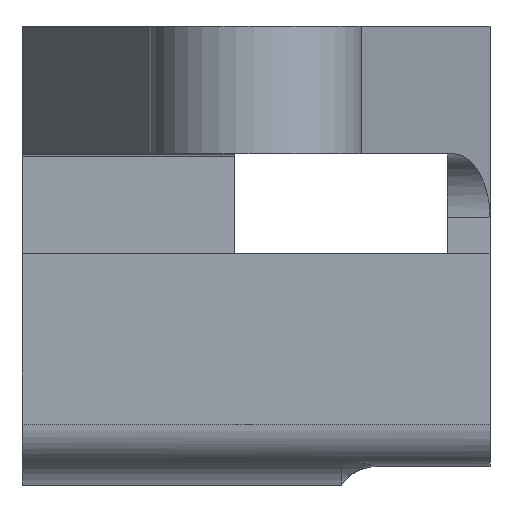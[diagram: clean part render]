
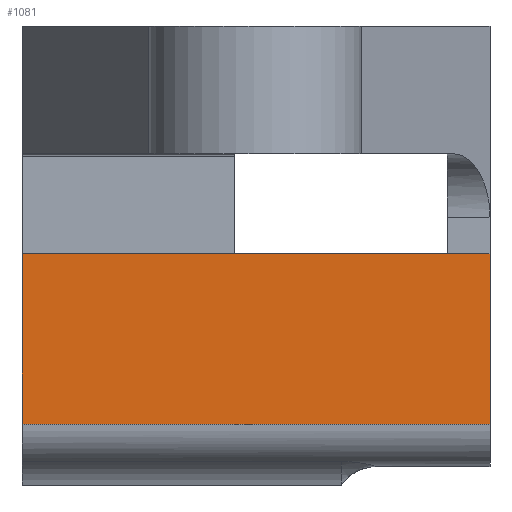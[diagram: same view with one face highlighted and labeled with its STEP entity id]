
A CAD part, front view. The second image highlights one B-rep face of the part: STEP entity #1081.
In plain terms, the highlighted planar face has unit normal (0, -1, 0).
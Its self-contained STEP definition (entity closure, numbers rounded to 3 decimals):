
#47=PLANE('',#1181);
#93=FACE_OUTER_BOUND('',#151,.T.);
#151=EDGE_LOOP('',(#866,#867,#868,#869));
#185=LINE('',#1561,#299);
#203=LINE('',#1646,#317);
#245=LINE('',#1757,#359);
#246=LINE('',#1758,#360);
#299=VECTOR('',#1247,10.);
#317=VECTOR('',#1287,10.);
#359=VECTOR('',#1399,10.);
#360=VECTOR('',#1400,10.);
#459=VERTEX_POINT('',#1558);
#460=VERTEX_POINT('',#1560);
#483=VERTEX_POINT('',#1644);
#517=VERTEX_POINT('',#1756);
#565=EDGE_CURVE('',#459,#460,#185,.T.);
#593=EDGE_CURVE('',#483,#459,#203,.T.);
#647=EDGE_CURVE('',#517,#483,#245,.T.);
#648=EDGE_CURVE('',#460,#517,#246,.T.);
#866=ORIENTED_EDGE('',*,*,#593,.F.);
#867=ORIENTED_EDGE('',*,*,#647,.F.);
#868=ORIENTED_EDGE('',*,*,#648,.F.);
#869=ORIENTED_EDGE('',*,*,#565,.F.);
#1081=ADVANCED_FACE('',(#93),#47,.T.);
#1181=AXIS2_PLACEMENT_3D('',#1755,#1397,#1398);
#1247=DIRECTION('',(0.,0.,1.));
#1287=DIRECTION('',(-1.,0.,0.));
#1397=DIRECTION('center_axis',(0.,-1.,0.));
#1398=DIRECTION('ref_axis',(0.,0.,-1.));
#1399=DIRECTION('',(0.,0.,-1.));
#1400=DIRECTION('',(1.,0.,0.));
#1558=CARTESIAN_POINT('',(-11.,-8.5,2.));
#1560=CARTESIAN_POINT('',(-11.,-8.5,10.));
#1561=CARTESIAN_POINT('',(-11.,-8.5,0.));
#1644=CARTESIAN_POINT('',(11.,-8.5,2.));
#1646=CARTESIAN_POINT('',(-5.5,-8.5,2.));
#1755=CARTESIAN_POINT('Origin',(-11.,-8.5,10.));
#1756=CARTESIAN_POINT('',(11.,-8.5,10.));
#1757=CARTESIAN_POINT('',(11.,-8.5,0.));
#1758=CARTESIAN_POINT('',(-11.,-8.5,10.));
